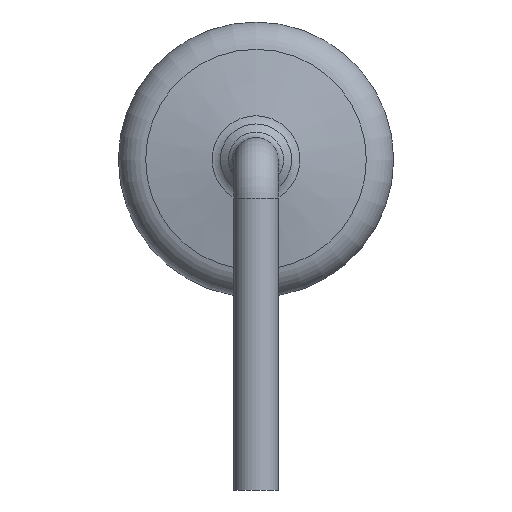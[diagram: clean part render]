
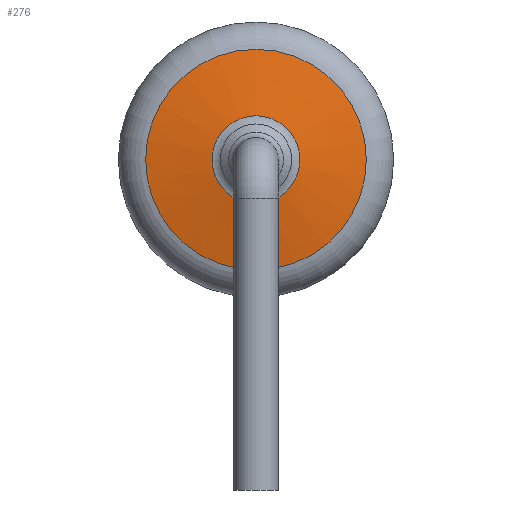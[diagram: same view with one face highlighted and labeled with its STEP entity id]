
A CAD part, left-side view. The second image highlights one B-rep face of the part: STEP entity #276.
In plain terms, the highlighted conical face has half-angle 80 degrees and reference radius 1.4 mm.
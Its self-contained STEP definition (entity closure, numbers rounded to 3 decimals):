
#276=ADVANCED_FACE('',(#607,#609),#611,.T.);
#607=FACE_OUTER_BOUND('',#608,.T.);
#608=EDGE_LOOP('',(#775));
#609=FACE_OUTER_BOUND('',#610,.T.);
#610=EDGE_LOOP('',(#776));
#611=CONICAL_SURFACE('',#612,1.4,1.396);
#612=AXIS2_PLACEMENT_3D('',#613,#614,#615);
#613=CARTESIAN_POINT('',(1.726,0.,3.5));
#614=DIRECTION('',(1.,0.,0.));
#615=DIRECTION('',(0.,0.,-1.));
#775=ORIENTED_EDGE('',*,*,#821,.F.);
#776=ORIENTED_EDGE('',*,*,#822,.T.);
#821=EDGE_CURVE('',#876,#876,#877,.T.);
#822=EDGE_CURVE('',#878,#878,#879,.T.);
#876=VERTEX_POINT('',#1007);
#877=CIRCLE('',#1008,2.004);
#878=VERTEX_POINT('',#1012);
#879=CIRCLE('',#1013,0.797);
#1007=CARTESIAN_POINT('',(1.833,0.,1.496));
#1008=AXIS2_PLACEMENT_3D('',#1009,#1010,#1011);
#1009=CARTESIAN_POINT('',(1.833,0.,3.5));
#1010=DIRECTION('',(1.,0.,0.));
#1011=DIRECTION('',(0.,0.,-1.));
#1012=CARTESIAN_POINT('',(1.62,0.,2.703));
#1013=AXIS2_PLACEMENT_3D('',#1014,#1015,#1016);
#1014=CARTESIAN_POINT('',(1.62,0.,3.5));
#1015=DIRECTION('',(1.,0.,0.));
#1016=DIRECTION('',(0.,0.,-1.));
